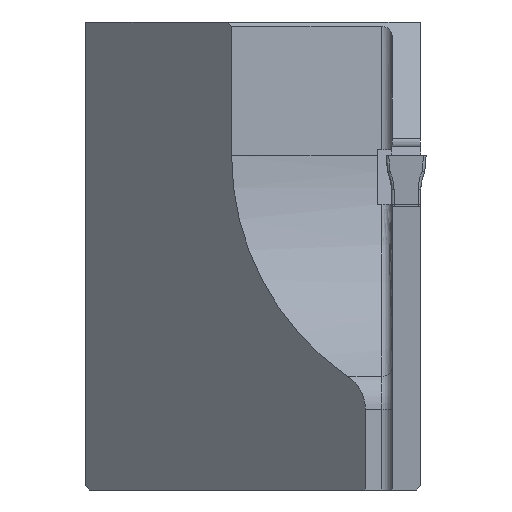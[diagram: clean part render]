
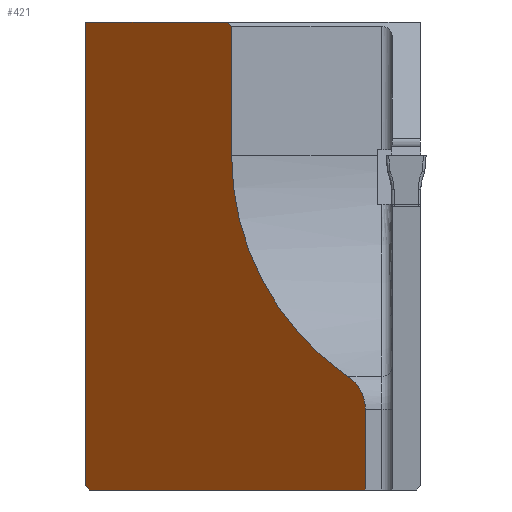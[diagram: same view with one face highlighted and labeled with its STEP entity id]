
A CAD part, left-side view. The second image highlights one B-rep face of the part: STEP entity #421.
In plain terms, the highlighted planar face has unit normal (-0.707, 0.707, 0).
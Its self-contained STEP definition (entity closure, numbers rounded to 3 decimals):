
#354=ELLIPSE('',#1731,4.243,3.);
#355=ELLIPSE('',#1735,28.284,20.);
#421=ADVANCED_FACE('',(#549),#496,.F.);
#496=PLANE('',#1741);
#549=FACE_OUTER_BOUND('',#627,.T.);
#627=EDGE_LOOP('',(#1071,#1072,#1073,#1074,#1075,#1076,#1077,#1078,#1079));
#684=LINE('',#2261,#813);
#694=LINE('',#2284,#823);
#697=LINE('',#2290,#826);
#719=LINE('',#2340,#848);
#744=LINE('',#2404,#873);
#747=LINE('',#2408,#876);
#749=LINE('',#2413,#878);
#813=VECTOR('',#1854,1.);
#823=VECTOR('',#1868,1.);
#826=VECTOR('',#1873,1.);
#848=VECTOR('',#1911,1.);
#873=VECTOR('',#1980,1.);
#876=VECTOR('',#1985,1.);
#878=VECTOR('',#1993,1.);
#1071=ORIENTED_EDGE('',*,*,#1554,.F.);
#1072=ORIENTED_EDGE('',*,*,#1559,.T.);
#1073=ORIENTED_EDGE('',*,*,#1483,.F.);
#1074=ORIENTED_EDGE('',*,*,#1496,.F.);
#1075=ORIENTED_EDGE('',*,*,#1493,.F.);
#1076=ORIENTED_EDGE('',*,*,#1522,.F.);
#1077=ORIENTED_EDGE('',*,*,#1557,.F.);
#1078=ORIENTED_EDGE('',*,*,#1545,.F.);
#1079=ORIENTED_EDGE('',*,*,#1550,.F.);
#1353=VERTEX_POINT('',#2262);
#1354=VERTEX_POINT('',#2263);
#1362=VERTEX_POINT('',#2282);
#1364=VERTEX_POINT('',#2285);
#1385=VERTEX_POINT('',#2339);
#1392=VERTEX_POINT('',#2380);
#1394=VERTEX_POINT('',#2384);
#1398=VERTEX_POINT('',#2394);
#1402=VERTEX_POINT('',#2403);
#1483=EDGE_CURVE('',#1353,#1354,#684,.T.);
#1493=EDGE_CURVE('',#1362,#1364,#694,.T.);
#1496=EDGE_CURVE('',#1364,#1353,#697,.T.);
#1522=EDGE_CURVE('',#1385,#1362,#719,.T.);
#1545=EDGE_CURVE('',#1394,#1392,#354,.T.);
#1550=EDGE_CURVE('',#1398,#1394,#355,.T.);
#1554=EDGE_CURVE('',#1402,#1398,#744,.T.);
#1557=EDGE_CURVE('',#1392,#1385,#747,.T.);
#1559=EDGE_CURVE('',#1402,#1354,#749,.T.);
#1731=AXIS2_PLACEMENT_3D('',#2385,#1963,#1964);
#1735=AXIS2_PLACEMENT_3D('',#2395,#1973,#1974);
#1741=AXIS2_PLACEMENT_3D('',#2414,#1994,#1995);
#1854=DIRECTION('',(-0.707,-0.707,0.));
#1868=DIRECTION('',(0.577,0.577,0.577));
#1873=DIRECTION('',(0.,0.,1.));
#1911=DIRECTION('',(0.707,0.707,0.));
#1963=DIRECTION('',(0.707,-0.707,0.));
#1964=DIRECTION('',(-0.707,-0.707,0.));
#1973=DIRECTION('',(-0.707,0.707,0.));
#1974=DIRECTION('',(-0.707,-0.707,0.));
#1980=DIRECTION('',(0.,0.,-1.));
#1985=DIRECTION('',(0.,0.,-1.));
#1993=DIRECTION('',(0.608,0.608,0.51));
#1994=DIRECTION('',(0.707,-0.707,0.));
#1995=DIRECTION('',(0.707,0.707,0.));
#2261=CARTESIAN_POINT('',(6.,-20.9,10.));
#2262=CARTESIAN_POINT('',(26.9,0.,10.));
#2263=CARTESIAN_POINT('',(16.396,-10.504,10.));
#2282=CARTESIAN_POINT('',(26.6,-0.3,-25.));
#2284=CARTESIAN_POINT('',(11.2,-15.7,-40.4));
#2285=CARTESIAN_POINT('',(26.9,0.,-24.7));
#2290=CARTESIAN_POINT('',(26.9,0.,-30.));
#2339=CARTESIAN_POINT('',(6.,-20.9,-25.));
#2340=CARTESIAN_POINT('',(6.,-20.9,-25.));
#2380=CARTESIAN_POINT('',(6.,-20.9,-18.974));
#2384=CARTESIAN_POINT('',(7.304,-19.596,-16.499));
#2385=CARTESIAN_POINT('',(9.,-17.9,-18.974));
#2394=CARTESIAN_POINT('',(16.,-10.9,0.));
#2395=CARTESIAN_POINT('',(-4.,-30.9,0.));
#2403=CARTESIAN_POINT('',(16.,-10.9,9.668));
#2404=CARTESIAN_POINT('',(16.,-10.9,-30.));
#2408=CARTESIAN_POINT('',(6.,-20.9,-30.));
#2413=CARTESIAN_POINT('',(6.537,-20.363,1.728));
#2414=CARTESIAN_POINT('',(6.,-20.9,-30.));
